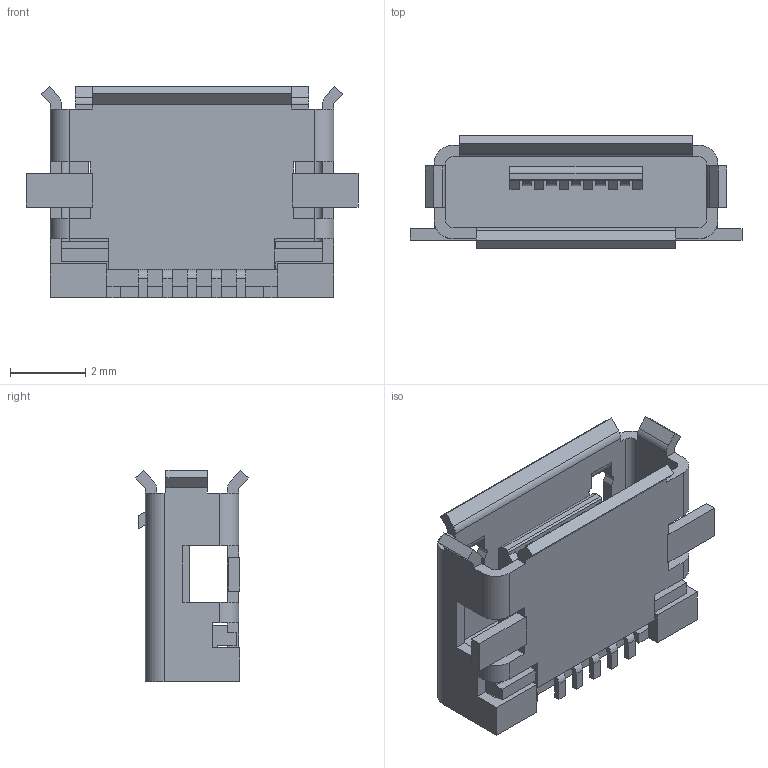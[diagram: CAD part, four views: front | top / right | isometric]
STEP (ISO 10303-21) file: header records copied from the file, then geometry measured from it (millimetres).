
FILE_DESCRIPTION(/* description */ (''),/* implementation_level */ '2;1');
FILE_NAME(/* name */ 'Hirose Micro USB Digikey PN H11635CT-ND.step',/* time_stamp */ '2018-07-20T14:51:26-04:00',/* author */ ('Adafruit'),/* organization */ (''),/* preprocessor_version */ 'ST-DEVELOPER v17',/* originating_system */ 'Autodesk Translation Framework v7.1.0.215',/* authorisation */ '');
FILE_SCHEMA (('AUTOMOTIVE_DESIGN { 1 0 10303 214 3 1 1 }'));
Length unit declared in the file: millimetre
Products named in the file (1): Hirose Micro USB Digikey PN H11635CT-ND
Bounding box: 8.8 x 3 x 5.6 mm (x, y, z)
Volume: 44.8 mm3; surface area: 283.5 mm2
Topology: 1 solids, 1 shells, 277 faces, 864 edges, 562 vertices
Faces by surface type: plane 227, cylinder 50
Entity records: 9539 total; most frequent: ORIENTED_EDGE 1728, CARTESIAN_POINT 1704, DIRECTION 1520, EDGE_CURVE 864, LINE 764, VECTOR 764, VERTEX_POINT 562, AXIS2_PLACEMENT_3D 378
